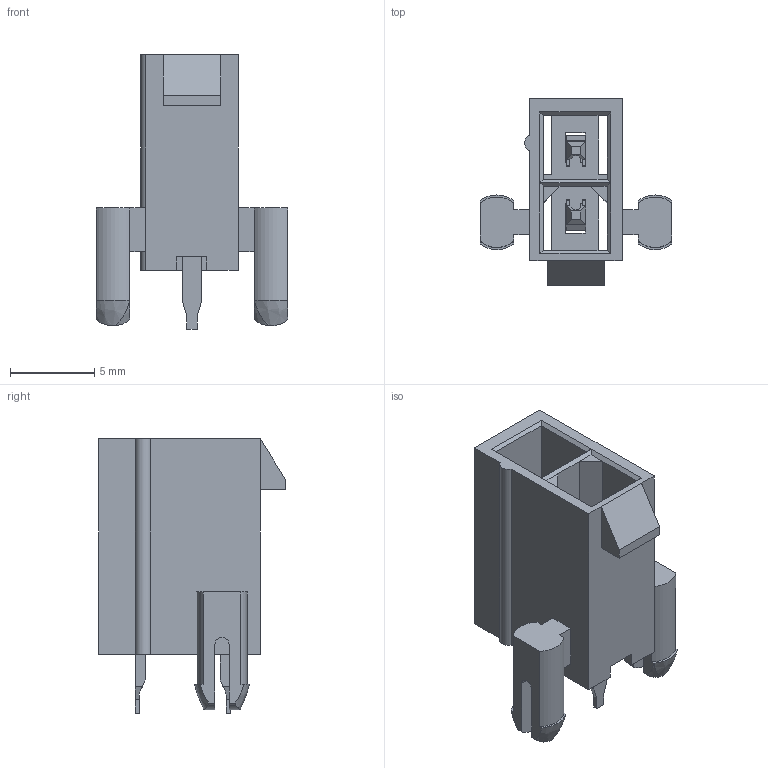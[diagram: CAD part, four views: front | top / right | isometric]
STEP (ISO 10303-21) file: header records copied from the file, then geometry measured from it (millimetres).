
FILE_DESCRIPTION(/* description */ ('Unknown'),/* implementation_level */ '2;1');
FILE_NAME(/* name */ 'J_Wurth_WR-MPC4_649002221732',/* time_stamp */ '2025-06-16T13:22:35+08:00',/* author */ ('Unknown'),/* organization */ ('Unknown'),/* preprocessor_version */ 'ST-DEVELOPER v19.4',/* originating_system */ 'Solid Edge',/* authorisation */ 'Unknown');
FILE_SCHEMA (('AUTOMOTIVE_DESIGN {1 0 10303 214 3 1 1}'));
Length unit declared in the file: millimetre
Products named in the file (2): J_Wurth_WR-MPC4_649002221732
Assembly tree (1 placements, depth 2):
  J_Wurth_WR-MPC4_649002221732
    J_Wurth_WR-MPC4_649002221732
Bounding box: 11.4 x 11.1 x 16.3 mm (x, y, z)
Volume: 461.5 mm3; surface area: 1181 mm2
Topology: 1 solids, 1 shells, 301 faces, 888 edges, 578 vertices
Faces by surface type: plane 230, cylinder 63, bspline 8
Entity records: 12260 total; most frequent: CARTESIAN_POINT 2049, ORIENTED_EDGE 1776, DIRECTION 1568, EDGE_CURVE 888, LINE 730, VECTOR 730, VERTEX_POINT 578, AXIS2_PLACEMENT_3D 419
